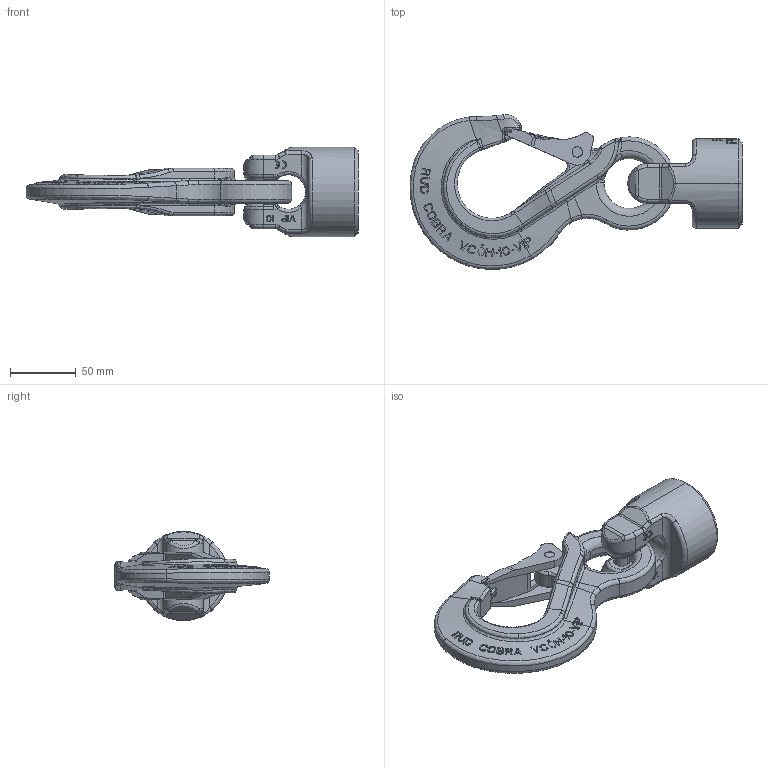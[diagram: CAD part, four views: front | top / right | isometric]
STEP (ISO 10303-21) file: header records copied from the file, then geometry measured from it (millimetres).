
FILE_DESCRIPTION((''),'2;1');
FILE_NAME('001-M31341-P-50_ASM','2019-04-29T',('anja.joas'),(''),'PRO/ENGINEER BY PARAMETRIC TECHNOLOGY CORPORATION, 2011490','PRO/ENGINEER BY PARAMETRIC TECHNOLOGY CORPORATION, 2011490','');
FILE_SCHEMA(('CONFIG_CONTROL_DESIGN'));
Length unit declared in the file: millimetre
Products named in the file (5): 001-M31341-P-20_AF0; 001-M33442-P-01; 001-M31192-001; 001-M33442-P-01_ASM; 001-M31341-P-50_ASM
Assembly tree (4 placements, depth 3):
  001-M31341-P-50_ASM
    001-M31341-P-20_AF0
    001-M33442-P-01_ASM
      001-M33442-P-01
      001-M31192-001
Bounding box: 252.92 x 117.97 x 68 mm (x, y, z)
Volume: 420185.6 mm3; surface area: 69333 mm2
Topology: 3 solids, 3 shells, 1288 faces, 3431 edges, 2183 vertices
Faces by surface type: plane 828, bspline 228, cylinder 140, torus 48, sphere 42, cone 2
Entity records: 56587 total; most frequent: CARTESIAN_POINT 27969, ORIENTED_EDGE 6802, DIRECTION 4597, EDGE_CURVE 3401, VERTEX_POINT 2183, AXIS2_PLACEMENT_3D 1592, B_SPLINE_CURVE_WITH_KNOTS 1467, VECTOR 1413
